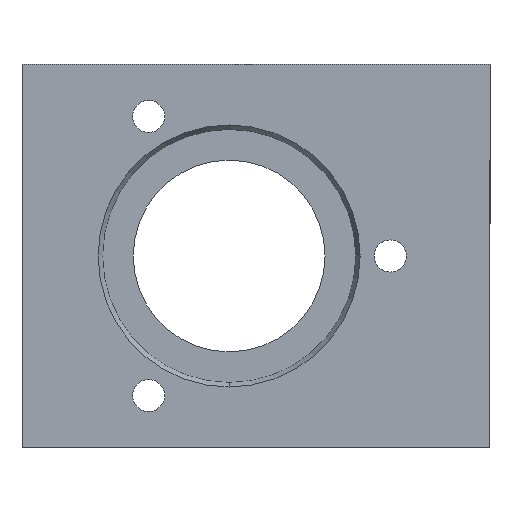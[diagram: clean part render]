
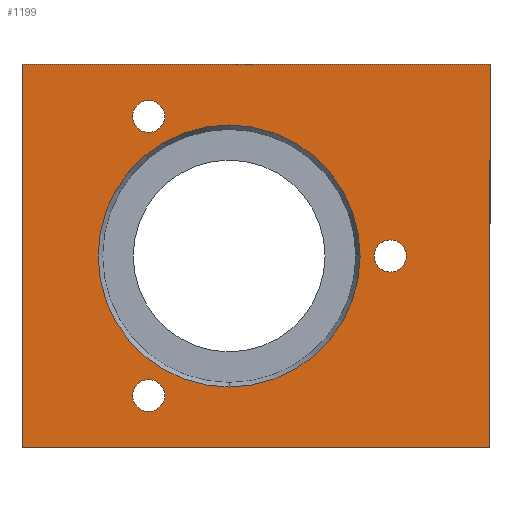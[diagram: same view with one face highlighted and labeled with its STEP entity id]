
A CAD part, left-side view. The second image highlights one B-rep face of the part: STEP entity #1199.
In plain terms, the highlighted planar face has unit normal (-1, 0, 0).
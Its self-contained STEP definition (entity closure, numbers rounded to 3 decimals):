
#23 = EDGE_CURVE ( 'NONE', #872, #170, #528, .T. ) ;
#31 = FACE_BOUND ( 'NONE', #1114, .T. ) ;
#61 = DIRECTION ( 'NONE',  ( 0., 0., 1. ) ) ;
#82 = ORIENTED_EDGE ( 'NONE', *, *, #768, .F. ) ;
#135 = EDGE_CURVE ( 'NONE', #1192, #953, #1019, .T. ) ;
#148 = ORIENTED_EDGE ( 'NONE', *, *, #1118, .F. ) ;
#149 = CARTESIAN_POINT ( 'NONE',  ( -8., -21., 2.1 ) ) ;
#152 = DIRECTION ( 'NONE',  ( 1., 0., 0. ) ) ;
#156 = CARTESIAN_POINT ( 'NONE',  ( -8., -34., -25. ) ) ;
#167 = CARTESIAN_POINT ( 'NONE',  ( -8., 10.5, -18.187 ) ) ;
#170 = VERTEX_POINT ( 'NONE', #1196 ) ;
#180 = AXIS2_PLACEMENT_3D ( 'NONE', #446, #1248, #1139 ) ;
#184 = VERTEX_POINT ( 'NONE', #483 ) ;
#191 = ORIENTED_EDGE ( 'NONE', *, *, #135, .T. ) ;
#210 = DIRECTION ( 'NONE',  ( 0., 0., 1. ) ) ;
#214 = CIRCLE ( 'NONE', #1023, 17.077 ) ;
#228 = ORIENTED_EDGE ( 'NONE', *, *, #459, .F. ) ;
#229 = CARTESIAN_POINT ( 'NONE',  ( -8., 0., 17.077 ) ) ;
#234 = CARTESIAN_POINT ( 'NONE',  ( -8., -34., -25. ) ) ;
#239 = EDGE_LOOP ( 'NONE', ( #191, #383 ) ) ;
#268 = LINE ( 'NONE', #1063, #716 ) ;
#305 = EDGE_CURVE ( 'NONE', #1220, #709, #1020, .T. ) ;
#312 = DIRECTION ( 'NONE',  ( 0., 0., 1. ) ) ;
#325 = EDGE_CURVE ( 'NONE', #1028, #457, #784, .T. ) ;
#329 = DIRECTION ( 'NONE',  ( 0., 0., 1. ) ) ;
#341 = PLANE ( 'NONE',  #377 ) ;
#345 = DIRECTION ( 'NONE',  ( 1., 0., 0. ) ) ;
#371 = EDGE_CURVE ( 'NONE', #709, #416, #1138, .T. ) ;
#377 = AXIS2_PLACEMENT_3D ( 'NONE', #1158, #527, #312 ) ;
#383 = ORIENTED_EDGE ( 'NONE', *, *, #1314, .T. ) ;
#403 = CIRCLE ( 'NONE', #180, 2.1 ) ;
#414 = DIRECTION ( 'NONE',  ( -1., 0., 0. ) ) ;
#416 = VERTEX_POINT ( 'NONE', #234 ) ;
#434 = FACE_BOUND ( 'NONE', #463, .T. ) ;
#443 = ORIENTED_EDGE ( 'NONE', *, *, #305, .F. ) ;
#444 = CIRCLE ( 'NONE', #1230, 2.1 ) ;
#446 = CARTESIAN_POINT ( 'NONE',  ( -8., 10.5, 18.187 ) ) ;
#457 = VERTEX_POINT ( 'NONE', #149 ) ;
#459 = EDGE_CURVE ( 'NONE', #743, #184, #444, .T. ) ;
#463 = EDGE_LOOP ( 'NONE', ( #775, #1324 ) ) ;
#475 = CARTESIAN_POINT ( 'NONE',  ( -8., 10.5, 20.287 ) ) ;
#478 = CARTESIAN_POINT ( 'NONE',  ( -8., 0., -17.077 ) ) ;
#483 = CARTESIAN_POINT ( 'NONE',  ( -8., 10.5, -20.287 ) ) ;
#524 = DIRECTION ( 'NONE',  ( -1., 0., 0. ) ) ;
#527 = DIRECTION ( 'NONE',  ( -1., 0., 0. ) ) ;
#528 = CIRCLE ( 'NONE', #635, 2.1 ) ;
#535 = FACE_BOUND ( 'NONE', #239, .T. ) ;
#557 = ORIENTED_EDGE ( 'NONE', *, *, #371, .F. ) ;
#582 = ORIENTED_EDGE ( 'NONE', *, *, #23, .F. ) ;
#607 = EDGE_LOOP ( 'NONE', ( #443, #650, #1097, #557 ) ) ;
#624 = DIRECTION ( 'NONE',  ( 0., 0., 1. ) ) ;
#627 = FACE_BOUND ( 'NONE', #1011, .T. ) ;
#635 = AXIS2_PLACEMENT_3D ( 'NONE', #863, #414, #210 ) ;
#648 = DIRECTION ( 'NONE',  ( 0., 0., -1. ) ) ;
#650 = ORIENTED_EDGE ( 'NONE', *, *, #837, .F. ) ;
#670 = CARTESIAN_POINT ( 'NONE',  ( -8., 0., 0. ) ) ;
#677 = VECTOR ( 'NONE', #648, 1000. ) ;
#692 = CARTESIAN_POINT ( 'NONE',  ( -8., -21., 0. ) ) ;
#708 = DIRECTION ( 'NONE',  ( -1., 0., 0. ) ) ;
#709 = VERTEX_POINT ( 'NONE', #952 ) ;
#715 = AXIS2_PLACEMENT_3D ( 'NONE', #692, #1328, #1115 ) ;
#716 = VECTOR ( 'NONE', #980, 1000. ) ;
#723 = CARTESIAN_POINT ( 'NONE',  ( -8., 27., -25. ) ) ;
#743 = VERTEX_POINT ( 'NONE', #1264 ) ;
#762 = AXIS2_PLACEMENT_3D ( 'NONE', #1258, #524, #329 ) ;
#768 = EDGE_CURVE ( 'NONE', #184, #743, #808, .T. ) ;
#775 = ORIENTED_EDGE ( 'NONE', *, *, #325, .F. ) ;
#777 = CARTESIAN_POINT ( 'NONE',  ( -8., 27., 25. ) ) ;
#784 = CIRCLE ( 'NONE', #715, 2.1 ) ;
#808 = CIRCLE ( 'NONE', #762, 2.1 ) ;
#837 = EDGE_CURVE ( 'NONE', #1200, #1220, #268, .T. ) ;
#856 = FACE_OUTER_BOUND ( 'NONE', #607, .T. ) ;
#863 = CARTESIAN_POINT ( 'NONE',  ( -8., 10.5, 18.187 ) ) ;
#872 = VERTEX_POINT ( 'NONE', #475 ) ;
#893 = CIRCLE ( 'NONE', #1003, 2.1 ) ;
#900 = LINE ( 'NONE', #156, #1296 ) ;
#928 = CARTESIAN_POINT ( 'NONE',  ( -8., -21., -2.1 ) ) ;
#931 = CARTESIAN_POINT ( 'NONE',  ( -8., -34., 25. ) ) ;
#952 = CARTESIAN_POINT ( 'NONE',  ( -8., -34., 25. ) ) ;
#953 = VERTEX_POINT ( 'NONE', #478 ) ;
#980 = DIRECTION ( 'NONE',  ( 0., 0., 1. ) ) ;
#1003 = AXIS2_PLACEMENT_3D ( 'NONE', #1203, #708, #1021 ) ;
#1008 = EDGE_CURVE ( 'NONE', #457, #1028, #893, .T. ) ;
#1011 = EDGE_LOOP ( 'NONE', ( #148, #582 ) ) ;
#1017 = AXIS2_PLACEMENT_3D ( 'NONE', #1074, #152, #624 ) ;
#1019 = CIRCLE ( 'NONE', #1017, 17.077 ) ;
#1020 = LINE ( 'NONE', #931, #1083 ) ;
#1021 = DIRECTION ( 'NONE',  ( 0., 0., 1. ) ) ;
#1023 = AXIS2_PLACEMENT_3D ( 'NONE', #670, #345, #61 ) ;
#1028 = VERTEX_POINT ( 'NONE', #928 ) ;
#1029 = DIRECTION ( 'NONE',  ( 0., -1., 0. ) ) ;
#1063 = CARTESIAN_POINT ( 'NONE',  ( -8., 27., 25. ) ) ;
#1074 = CARTESIAN_POINT ( 'NONE',  ( -8., 0., 0. ) ) ;
#1076 = DIRECTION ( 'NONE',  ( -1., 0., 0. ) ) ;
#1083 = VECTOR ( 'NONE', #1029, 1000. ) ;
#1097 = ORIENTED_EDGE ( 'NONE', *, *, #1288, .F. ) ;
#1114 = EDGE_LOOP ( 'NONE', ( #82, #228 ) ) ;
#1115 = DIRECTION ( 'NONE',  ( 0., 0., 1. ) ) ;
#1118 = EDGE_CURVE ( 'NONE', #170, #872, #403, .T. ) ;
#1138 = LINE ( 'NONE', #1266, #677 ) ;
#1139 = DIRECTION ( 'NONE',  ( 0., 0., 1. ) ) ;
#1158 = CARTESIAN_POINT ( 'NONE',  ( -8., 0., 0. ) ) ;
#1192 = VERTEX_POINT ( 'NONE', #229 ) ;
#1196 = CARTESIAN_POINT ( 'NONE',  ( -8., 10.5, 16.087 ) ) ;
#1198 = DIRECTION ( 'NONE',  ( 0., 0., 1. ) ) ;
#1199 = ADVANCED_FACE ( 'NONE', ( #535, #434, #31, #627, #856 ), #341, .T. ) ;
#1200 = VERTEX_POINT ( 'NONE', #723 ) ;
#1203 = CARTESIAN_POINT ( 'NONE',  ( -8., -21., 0. ) ) ;
#1220 = VERTEX_POINT ( 'NONE', #777 ) ;
#1230 = AXIS2_PLACEMENT_3D ( 'NONE', #167, #1076, #1198 ) ;
#1248 = DIRECTION ( 'NONE',  ( -1., 0., 0. ) ) ;
#1258 = CARTESIAN_POINT ( 'NONE',  ( -8., 10.5, -18.187 ) ) ;
#1264 = CARTESIAN_POINT ( 'NONE',  ( -8., 10.5, -16.087 ) ) ;
#1266 = CARTESIAN_POINT ( 'NONE',  ( -8., -34., 25. ) ) ;
#1267 = DIRECTION ( 'NONE',  ( 0., 1., 0. ) ) ;
#1288 = EDGE_CURVE ( 'NONE', #416, #1200, #900, .T. ) ;
#1296 = VECTOR ( 'NONE', #1267, 1000. ) ;
#1314 = EDGE_CURVE ( 'NONE', #953, #1192, #214, .T. ) ;
#1324 = ORIENTED_EDGE ( 'NONE', *, *, #1008, .F. ) ;
#1328 = DIRECTION ( 'NONE',  ( -1., 0., 0. ) ) ;
